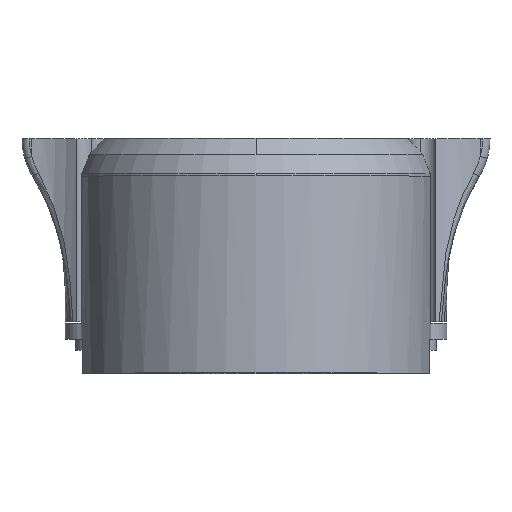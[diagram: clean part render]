
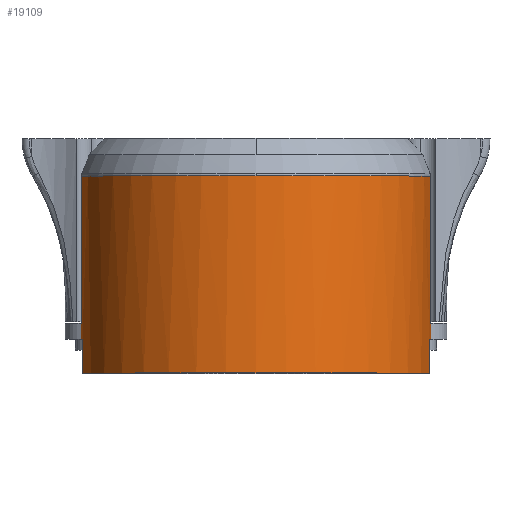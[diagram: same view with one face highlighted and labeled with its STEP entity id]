
A CAD part, top view. The second image highlights one B-rep face of the part: STEP entity #19109.
In plain terms, the highlighted cylindrical face has radius 24.5 mm (diameter 49 mm), a partial arc.
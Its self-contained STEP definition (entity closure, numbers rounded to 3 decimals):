
#141 = EDGE_CURVE ( 'NONE', #21911, #7833, #26248, .T. ) ;
#952 = EDGE_CURVE ( 'NONE', #15364, #21911, #12839, .T. ) ;
#1168 = EDGE_CURVE ( 'NONE', #19521, #15364, #23424, .T. ) ;
#1510 = ORIENTED_EDGE ( 'NONE', *, *, #22701, .T. ) ;
#1645 = DIRECTION ( 'NONE',  ( 0., -1., 0. ) ) ;
#1660 = DIRECTION ( 'NONE',  ( 0., -1., 0. ) ) ;
#1805 = AXIS2_PLACEMENT_3D ( 'NONE', #16608, #25061, #14996 ) ;
#1876 = FACE_OUTER_BOUND ( 'NONE', #11089, .T. ) ;
#2089 = CARTESIAN_POINT ( 'NONE',  ( 0., 27.308, 24.5 ) ) ;
#2274 = DIRECTION ( 'NONE',  ( 0., -1., 0. ) ) ;
#2405 = LINE ( 'NONE', #17025, #11912 ) ;
#2546 = ORIENTED_EDGE ( 'NONE', *, *, #9432, .T. ) ;
#3704 = DIRECTION ( 'NONE',  ( 0., -1., 0. ) ) ;
#4056 = VECTOR ( 'NONE', #14318, 1000. ) ;
#4269 = AXIS2_PLACEMENT_3D ( 'NONE', #5198, #11237, #21829 ) ;
#4840 = ORIENTED_EDGE ( 'NONE', *, *, #15976, .F. ) ;
#5002 = AXIS2_PLACEMENT_3D ( 'NONE', #24231, #21823, #19667 ) ;
#5054 = ORIENTED_EDGE ( 'NONE', *, *, #6125, .T. ) ;
#5192 = DIRECTION ( 'NONE',  ( 0., -1., 0. ) ) ;
#5198 = CARTESIAN_POINT ( 'NONE',  ( 0., 0., 0. ) ) ;
#5227 = DIRECTION ( 'NONE',  ( 0., 0., 1. ) ) ;
#5487 = VERTEX_POINT ( 'NONE', #16648 ) ;
#5522 = AXIS2_PLACEMENT_3D ( 'NONE', #16056, #7987, #20332 ) ;
#5535 = CIRCLE ( 'NONE', #15830, 24.5 ) ;
#5964 = CARTESIAN_POINT ( 'NONE',  ( 24.039, 0., 4.732 ) ) ;
#6125 = EDGE_CURVE ( 'NONE', #25198, #25233, #8767, .T. ) ;
#6904 = CARTESIAN_POINT ( 'NONE',  ( 24.2, 27.308, 3.822 ) ) ;
#7424 = EDGE_CURVE ( 'NONE', #7833, #20083, #24718, .T. ) ;
#7833 = VERTEX_POINT ( 'NONE', #12226 ) ;
#7987 = DIRECTION ( 'NONE',  ( 0., -1., 0. ) ) ;
#8031 = CYLINDRICAL_SURFACE ( 'NONE', #1805, 24.5 ) ;
#8083 = DIRECTION ( 'NONE',  ( 0., 0., -1. ) ) ;
#8192 = CIRCLE ( 'NONE', #23192, 24.5 ) ;
#8767 = LINE ( 'NONE', #22977, #16245 ) ;
#9432 = EDGE_CURVE ( 'NONE', #16061, #11824, #15605, .T. ) ;
#9532 = AXIS2_PLACEMENT_3D ( 'NONE', #26245, #3704, #23698 ) ;
#9657 = DIRECTION ( 'NONE',  ( 0., -1., 0. ) ) ;
#9857 = CARTESIAN_POINT ( 'NONE',  ( -24.039, 0., 4.732 ) ) ;
#10151 = CARTESIAN_POINT ( 'NONE',  ( 24.039, 32.5, 4.732 ) ) ;
#10857 = AXIS2_PLACEMENT_3D ( 'NONE', #18725, #20219, #24263 ) ;
#10919 = DIRECTION ( 'NONE',  ( 0., 1., 0. ) ) ;
#11089 = EDGE_LOOP ( 'NONE', ( #16718, #20092, #4840, #2546, #20541, #15043, #13953, #26268, #22753, #5054, #1510, #11730, #25305 ) ) ;
#11237 = DIRECTION ( 'NONE',  ( 0., 1., 0. ) ) ;
#11444 = VERTEX_POINT ( 'NONE', #19560 ) ;
#11667 = CARTESIAN_POINT ( 'NONE',  ( 0., 6.92, 0. ) ) ;
#11730 = ORIENTED_EDGE ( 'NONE', *, *, #1168, .T. ) ;
#11824 = VERTEX_POINT ( 'NONE', #9857 ) ;
#11912 = VECTOR ( 'NONE', #2274, 1000. ) ;
#12123 = DIRECTION ( 'NONE',  ( 0., 1., 0. ) ) ;
#12225 = EDGE_CURVE ( 'NONE', #19777, #12665, #24765, .T. ) ;
#12226 = CARTESIAN_POINT ( 'NONE',  ( -24.239, 6.92, 3.565 ) ) ;
#12665 = VERTEX_POINT ( 'NONE', #5964 ) ;
#12839 = LINE ( 'NONE', #19268, #14643 ) ;
#13872 = CARTESIAN_POINT ( 'NONE',  ( -24.239, 28., 3.565 ) ) ;
#13953 = ORIENTED_EDGE ( 'NONE', *, *, #26406, .T. ) ;
#13990 = CARTESIAN_POINT ( 'NONE',  ( -24.039, 32.5, 4.732 ) ) ;
#14318 = DIRECTION ( 'NONE',  ( 0., -1., 0. ) ) ;
#14405 = EDGE_CURVE ( 'NONE', #11444, #5487, #2405, .T. ) ;
#14643 = VECTOR ( 'NONE', #5192, 1000. ) ;
#14996 = DIRECTION ( 'NONE',  ( 0., 0., -1. ) ) ;
#15043 = ORIENTED_EDGE ( 'NONE', *, *, #12225, .F. ) ;
#15364 = VERTEX_POINT ( 'NONE', #17989 ) ;
#15605 = LINE ( 'NONE', #13990, #21542 ) ;
#15830 = AXIS2_PLACEMENT_3D ( 'NONE', #26354, #12123, #8083 ) ;
#15976 = EDGE_CURVE ( 'NONE', #16061, #20083, #17715, .T. ) ;
#16056 = CARTESIAN_POINT ( 'NONE',  ( 0., 27.308, 0. ) ) ;
#16061 = VERTEX_POINT ( 'NONE', #17251 ) ;
#16245 = VECTOR ( 'NONE', #10919, 1000. ) ;
#16608 = CARTESIAN_POINT ( 'NONE',  ( 0., 28., 0. ) ) ;
#16648 = CARTESIAN_POINT ( 'NONE',  ( 24.239, 4.7, 3.565 ) ) ;
#16718 = ORIENTED_EDGE ( 'NONE', *, *, #141, .T. ) ;
#17025 = CARTESIAN_POINT ( 'NONE',  ( 24.239, 32.5, 3.565 ) ) ;
#17251 = CARTESIAN_POINT ( 'NONE',  ( -24.039, 4.7, 4.732 ) ) ;
#17715 = CIRCLE ( 'NONE', #10857, 24.5 ) ;
#17989 = CARTESIAN_POINT ( 'NONE',  ( -24.2, 27.308, 3.822 ) ) ;
#18725 = CARTESIAN_POINT ( 'NONE',  ( 0., 4.7, 0. ) ) ;
#18825 = CIRCLE ( 'NONE', #4269, 24.5 ) ;
#19109 = ADVANCED_FACE ( 'NONE', ( #1876 ), #8031, .T. ) ;
#19169 = CARTESIAN_POINT ( 'NONE',  ( -24.2, 6.92, 3.822 ) ) ;
#19206 = CARTESIAN_POINT ( 'NONE',  ( -24.239, 4.7, 3.565 ) ) ;
#19268 = CARTESIAN_POINT ( 'NONE',  ( -24.2, 28., 3.822 ) ) ;
#19521 = VERTEX_POINT ( 'NONE', #2089 ) ;
#19560 = CARTESIAN_POINT ( 'NONE',  ( 24.239, 6.92, 3.565 ) ) ;
#19667 = DIRECTION ( 'NONE',  ( 0., 0., 1. ) ) ;
#19777 = VERTEX_POINT ( 'NONE', #26487 ) ;
#20083 = VERTEX_POINT ( 'NONE', #19206 ) ;
#20092 = ORIENTED_EDGE ( 'NONE', *, *, #7424, .T. ) ;
#20219 = DIRECTION ( 'NONE',  ( 0., -1., 0. ) ) ;
#20332 = DIRECTION ( 'NONE',  ( 0., 0., 1. ) ) ;
#20541 = ORIENTED_EDGE ( 'NONE', *, *, #23794, .T. ) ;
#21542 = VECTOR ( 'NONE', #1645, 1000. ) ;
#21823 = DIRECTION ( 'NONE',  ( 0., -1., 0. ) ) ;
#21829 = DIRECTION ( 'NONE',  ( 0., 0., 1. ) ) ;
#21911 = VERTEX_POINT ( 'NONE', #19169 ) ;
#22060 = EDGE_CURVE ( 'NONE', #11444, #25198, #8192, .T. ) ;
#22701 = EDGE_CURVE ( 'NONE', #25233, #19521, #25644, .T. ) ;
#22742 = CARTESIAN_POINT ( 'NONE',  ( 24.2, 6.92, 3.822 ) ) ;
#22753 = ORIENTED_EDGE ( 'NONE', *, *, #22060, .T. ) ;
#22977 = CARTESIAN_POINT ( 'NONE',  ( 24.2, 28., 3.822 ) ) ;
#23192 = AXIS2_PLACEMENT_3D ( 'NONE', #11667, #9657, #5227 ) ;
#23424 = CIRCLE ( 'NONE', #5002, 24.5 ) ;
#23698 = DIRECTION ( 'NONE',  ( 0., 0., 1. ) ) ;
#23794 = EDGE_CURVE ( 'NONE', #11824, #12665, #18825, .T. ) ;
#24231 = CARTESIAN_POINT ( 'NONE',  ( 0., 27.308, 0. ) ) ;
#24263 = DIRECTION ( 'NONE',  ( 0., 0., -1. ) ) ;
#24718 = LINE ( 'NONE', #13872, #25455 ) ;
#24765 = LINE ( 'NONE', #10151, #4056 ) ;
#25061 = DIRECTION ( 'NONE',  ( 0., -1., 0. ) ) ;
#25198 = VERTEX_POINT ( 'NONE', #22742 ) ;
#25233 = VERTEX_POINT ( 'NONE', #6904 ) ;
#25305 = ORIENTED_EDGE ( 'NONE', *, *, #952, .T. ) ;
#25455 = VECTOR ( 'NONE', #1660, 1000. ) ;
#25644 = CIRCLE ( 'NONE', #5522, 24.5 ) ;
#26245 = CARTESIAN_POINT ( 'NONE',  ( 0., 6.92, 0. ) ) ;
#26248 = CIRCLE ( 'NONE', #9532, 24.5 ) ;
#26268 = ORIENTED_EDGE ( 'NONE', *, *, #14405, .F. ) ;
#26354 = CARTESIAN_POINT ( 'NONE',  ( 0., 4.7, 0. ) ) ;
#26406 = EDGE_CURVE ( 'NONE', #19777, #5487, #5535, .T. ) ;
#26487 = CARTESIAN_POINT ( 'NONE',  ( 24.039, 4.7, 4.732 ) ) ;
